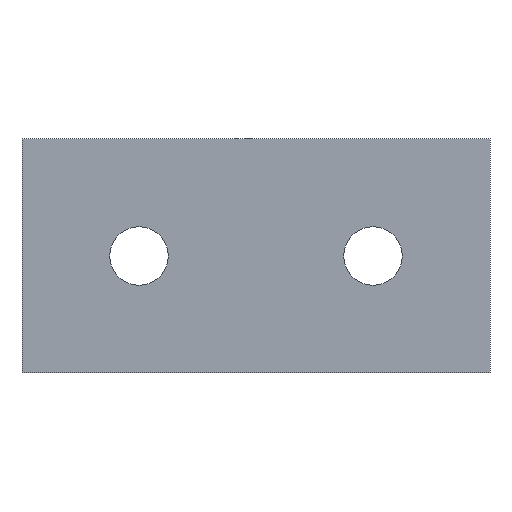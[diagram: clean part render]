
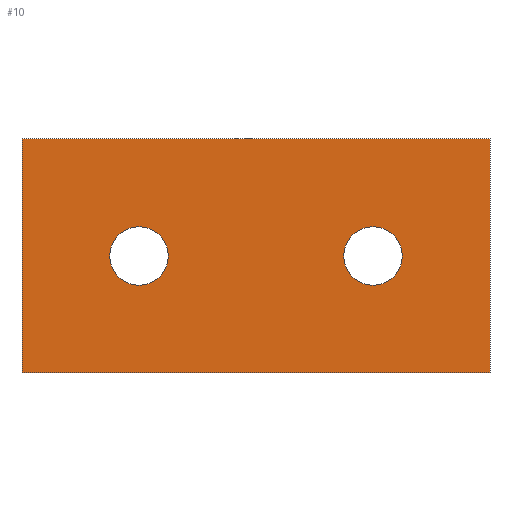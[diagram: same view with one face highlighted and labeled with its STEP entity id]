
A CAD part, front view. The second image highlights one B-rep face of the part: STEP entity #10.
In plain terms, the highlighted planar face has unit normal (0, -1, 0).
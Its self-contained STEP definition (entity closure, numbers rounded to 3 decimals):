
#3 = LINE ( 'NONE', #65, #270 ) ;
#8 = CARTESIAN_POINT ( 'NONE',  ( 30., -1.6, -7.5 ) ) ;
#10 = ADVANCED_FACE ( 'NONE', ( #300, #23, #16 ), #87, .T. ) ;
#14 = AXIS2_PLACEMENT_3D ( 'NONE', #231, #241, #228 ) ;
#15 = ORIENTED_EDGE ( 'NONE', *, *, #143, .T. ) ;
#16 = FACE_BOUND ( 'NONE', #320, .T. ) ;
#23 = FACE_OUTER_BOUND ( 'NONE', #99, .T. ) ;
#39 = LINE ( 'NONE', #240, #103 ) ;
#42 = EDGE_LOOP ( 'NONE', ( #15, #113 ) ) ;
#45 = CIRCLE ( 'NONE', #187, 2.5 ) ;
#51 = DIRECTION ( 'NONE',  ( 0., 0., 1. ) ) ;
#55 = ORIENTED_EDGE ( 'NONE', *, *, #302, .T. ) ;
#64 = VERTEX_POINT ( 'NONE', #280 ) ;
#65 = CARTESIAN_POINT ( 'NONE',  ( 0., -1.6, 0. ) ) ;
#66 = AXIS2_PLACEMENT_3D ( 'NONE', #77, #180, #51 ) ;
#68 = DIRECTION ( 'NONE',  ( -1., 0., 0. ) ) ;
#70 = LINE ( 'NONE', #243, #249 ) ;
#74 = CARTESIAN_POINT ( 'NONE',  ( 10., -1.6, -12.5 ) ) ;
#77 = CARTESIAN_POINT ( 'NONE',  ( 10., -1.6, -10. ) ) ;
#79 = ORIENTED_EDGE ( 'NONE', *, *, #301, .F. ) ;
#87 = PLANE ( 'NONE',  #14 ) ;
#89 = CARTESIAN_POINT ( 'NONE',  ( 40., -1.6, -20. ) ) ;
#90 = EDGE_CURVE ( 'NONE', #203, #173, #45, .T. ) ;
#95 = DIRECTION ( 'NONE',  ( 0., 0., -1. ) ) ;
#96 = ORIENTED_EDGE ( 'NONE', *, *, #200, .F. ) ;
#99 = EDGE_LOOP ( 'NONE', ( #79, #196, #96, #136 ) ) ;
#103 = VECTOR ( 'NONE', #263, 1000. ) ;
#113 = ORIENTED_EDGE ( 'NONE', *, *, #128, .T. ) ;
#117 = CARTESIAN_POINT ( 'NONE',  ( 0., -1.6, 0. ) ) ;
#120 = CARTESIAN_POINT ( 'NONE',  ( 30., -1.6, -10. ) ) ;
#123 = DIRECTION ( 'NONE',  ( 0., 0., 1. ) ) ;
#128 = EDGE_CURVE ( 'NONE', #279, #317, #327, .T. ) ;
#130 = CARTESIAN_POINT ( 'NONE',  ( 10., -1.6, -10. ) ) ;
#136 = ORIENTED_EDGE ( 'NONE', *, *, #186, .F. ) ;
#137 = CARTESIAN_POINT ( 'NONE',  ( 30., -1.6, -12.5 ) ) ;
#139 = DIRECTION ( 'NONE',  ( 0., 1., 0. ) ) ;
#143 = EDGE_CURVE ( 'NONE', #317, #279, #289, .T. ) ;
#146 = CARTESIAN_POINT ( 'NONE',  ( 10., -1.6, -7.5 ) ) ;
#150 = CARTESIAN_POINT ( 'NONE',  ( 0., -1.6, -20. ) ) ;
#162 = DIRECTION ( 'NONE',  ( 1., 0., 0. ) ) ;
#173 = VERTEX_POINT ( 'NONE', #8 ) ;
#177 = DIRECTION ( 'NONE',  ( 0., 0., -1. ) ) ;
#178 = AXIS2_PLACEMENT_3D ( 'NONE', #120, #271, #95 ) ;
#180 = DIRECTION ( 'NONE',  ( 0., 1., 0. ) ) ;
#183 = CARTESIAN_POINT ( 'NONE',  ( 30., -1.6, -10. ) ) ;
#186 = EDGE_CURVE ( 'NONE', #216, #64, #3, .T. ) ;
#187 = AXIS2_PLACEMENT_3D ( 'NONE', #183, #332, #177 ) ;
#196 = ORIENTED_EDGE ( 'NONE', *, *, #266, .F. ) ;
#200 = EDGE_CURVE ( 'NONE', #64, #256, #39, .T. ) ;
#203 = VERTEX_POINT ( 'NONE', #137 ) ;
#216 = VERTEX_POINT ( 'NONE', #117 ) ;
#218 = VECTOR ( 'NONE', #68, 1000. ) ;
#225 = LINE ( 'NONE', #150, #218 ) ;
#228 = DIRECTION ( 'NONE',  ( 0., 0., -1. ) ) ;
#231 = CARTESIAN_POINT ( 'NONE',  ( 0., -1.6, 0. ) ) ;
#237 = DIRECTION ( 'NONE',  ( 0., 0., 1. ) ) ;
#240 = CARTESIAN_POINT ( 'NONE',  ( 40., -1.6, 0. ) ) ;
#241 = DIRECTION ( 'NONE',  ( 0., -1., 0. ) ) ;
#243 = CARTESIAN_POINT ( 'NONE',  ( 0., -1.6, 0. ) ) ;
#249 = VECTOR ( 'NONE', #123, 1000. ) ;
#256 = VERTEX_POINT ( 'NONE', #89 ) ;
#263 = DIRECTION ( 'NONE',  ( 0., 0., -1. ) ) ;
#266 = EDGE_CURVE ( 'NONE', #256, #310, #225, .T. ) ;
#267 = AXIS2_PLACEMENT_3D ( 'NONE', #130, #139, #237 ) ;
#270 = VECTOR ( 'NONE', #162, 1000. ) ;
#271 = DIRECTION ( 'NONE',  ( 0., 1., 0. ) ) ;
#279 = VERTEX_POINT ( 'NONE', #146 ) ;
#280 = CARTESIAN_POINT ( 'NONE',  ( 40., -1.6, 0. ) ) ;
#282 = CIRCLE ( 'NONE', #178, 2.5 ) ;
#289 = CIRCLE ( 'NONE', #267, 2.5 ) ;
#300 = FACE_BOUND ( 'NONE', #42, .T. ) ;
#301 = EDGE_CURVE ( 'NONE', #310, #216, #70, .T. ) ;
#302 = EDGE_CURVE ( 'NONE', #173, #203, #282, .T. ) ;
#305 = ORIENTED_EDGE ( 'NONE', *, *, #90, .T. ) ;
#310 = VERTEX_POINT ( 'NONE', #321 ) ;
#317 = VERTEX_POINT ( 'NONE', #74 ) ;
#320 = EDGE_LOOP ( 'NONE', ( #305, #55 ) ) ;
#321 = CARTESIAN_POINT ( 'NONE',  ( 0., -1.6, -20. ) ) ;
#327 = CIRCLE ( 'NONE', #66, 2.5 ) ;
#332 = DIRECTION ( 'NONE',  ( 0., 1., 0. ) ) ;
